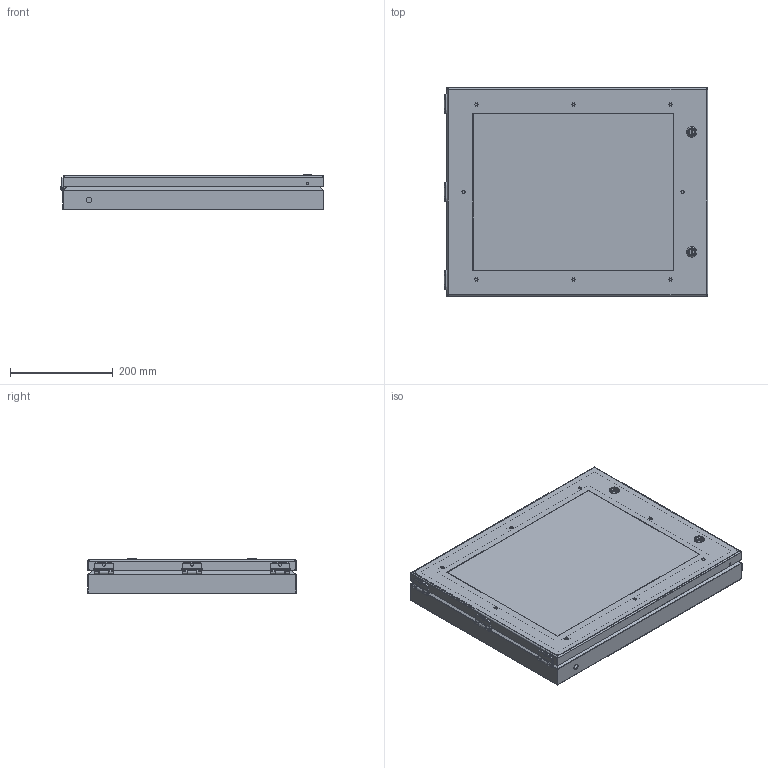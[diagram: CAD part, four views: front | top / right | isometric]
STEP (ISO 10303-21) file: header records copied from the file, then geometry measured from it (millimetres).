
FILE_DESCRIPTION (( 'STEP AP214' ), '1' );
FILE_NAME ('SCE-HWK1620.STEP', '2021-08-12T10:32:52', ( '' ), ( '' ), 'SwSTEP 2.0', 'SolidWorks 2021', '' );
FILE_SCHEMA (( 'AUTOMOTIVE_DESIGN' ));
Length unit declared in the file: inch
Products named in the file (1): SCE-HWK1620
Bounding box: 513.6 x 406.4 x 69.4 mm (x, y, z)
Volume: 1328361.4 mm3; surface area: 931461.6 mm2
Topology: 61 solids, 64 shells, 2246 faces, 5350 edges, 3224 vertices
Faces by surface type: plane 912, bspline 662, cylinder 593, cone 49, torus 30
Full cylindrical faces by diameter (mm): 0.508 x3, 2.54 x3, 3.505 x16, 3.962 x11, 4.013 x9, 4.064 x12, 4.572 x3, 4.775 x2, 4.826 x2, 5.08 x2, 5.385 x8, 5.413 x8, 6.02 x6, 6.058 x2, 6.463 x2, 6.604 x3, 6.655 x8, 6.756 x3, 6.824 x2, 7.167 x2, 7.216 x6, 7.874 x2, 8.28 x2, 8.89 x2, 10.922 x2, 11.176 x1, 11.684 x2, 12.065 x2, 12.256 x6, 16.002 x2
Entity records: 117322 total; most frequent: CARTESIAN_POINT 42938, ORIENTED_EDGE 9926, DIRECTION 7494, EDGE_CURVE 4963, VERTEX_POINT 3146, AXIS2_PLACEMENT_3D 2850, EDGE_LOOP 2655, FACE_OUTER_BOUND 2433
